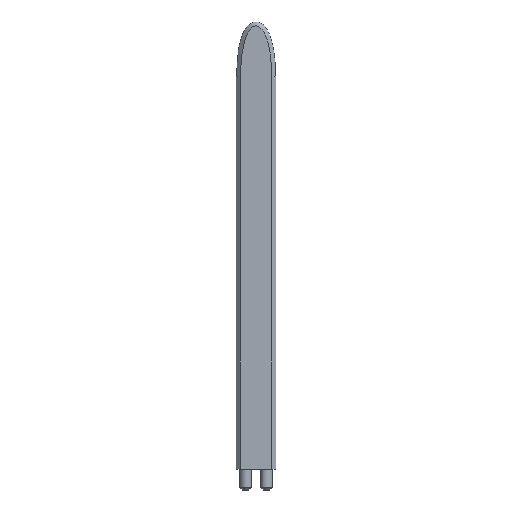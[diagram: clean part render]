
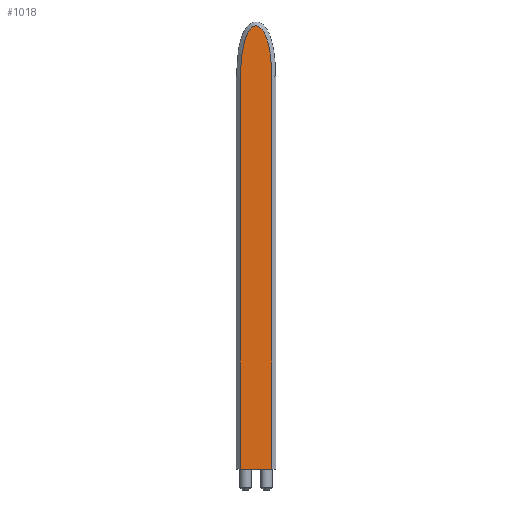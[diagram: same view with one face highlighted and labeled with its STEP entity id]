
A CAD part, front view. The second image highlights one B-rep face of the part: STEP entity #1018.
In plain terms, the highlighted planar face has unit normal (0, -1, 0).
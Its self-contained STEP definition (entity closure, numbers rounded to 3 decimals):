
#62=B_SPLINE_CURVE_WITH_KNOTS('',3,(#1488,#1489,#1490,#1491,#1492,#1493,
#1494,#1495,#1496,#1497,#1498,#1499,#1500,#1501,#1502,#1503,#1504,#1505),
 .UNSPECIFIED.,.F.,.F.,(4,1,1,1,1,1,1,1,1,1,1,1,1,1,1,4),(0.,
0.143,0.286,0.321,0.357,
0.393,0.411,0.429,0.5,0.536,
0.571,0.714,0.75,0.786,0.857,
1.),.UNSPECIFIED.);
#134=FACE_OUTER_BOUND('',#196,.T.);
#196=EDGE_LOOP('',(#913,#914,#915,#916));
#202=LINE('',#1364,#302);
#203=LINE('',#1508,#303);
#296=LINE('',#2010,#396);
#302=VECTOR('',#1114,10.);
#303=VECTOR('',#1117,10.);
#396=VECTOR('',#1348,10.);
#397=VERTEX_POINT('',#1353);
#402=VERTEX_POINT('',#1362);
#403=VERTEX_POINT('',#1437);
#409=VERTEX_POINT('',#1507);
#490=EDGE_CURVE('',#402,#397,#202,.T.);
#497=EDGE_CURVE('',#397,#403,#62,.T.);
#498=EDGE_CURVE('',#403,#409,#203,.T.);
#628=EDGE_CURVE('',#402,#409,#296,.T.);
#913=ORIENTED_EDGE('',*,*,#490,.F.);
#914=ORIENTED_EDGE('',*,*,#628,.T.);
#915=ORIENTED_EDGE('',*,*,#498,.F.);
#916=ORIENTED_EDGE('',*,*,#497,.F.);
#960=PLANE('',#1104);
#1018=ADVANCED_FACE('',(#134),#960,.T.);
#1104=AXIS2_PLACEMENT_3D('',#2011,#1349,#1350);
#1114=DIRECTION('',(0.,0.,1.));
#1117=DIRECTION('',(0.,0.,-1.));
#1348=DIRECTION('',(1.,0.,0.));
#1349=DIRECTION('center_axis',(0.,-1.,0.));
#1350=DIRECTION('ref_axis',(1.,0.,0.));
#1353=CARTESIAN_POINT('',(91.5,-112.,99.992));
#1362=CARTESIAN_POINT('',(91.5,-112.,-50.));
#1364=CARTESIAN_POINT('',(91.5,-112.,-7.239));
#1437=CARTESIAN_POINT('',(103.5,-112.,99.992));
#1488=CARTESIAN_POINT('Ctrl Pts',(91.5,-112.,99.992));
#1489=CARTESIAN_POINT('Ctrl Pts',(91.54,-112.,103.742));
#1490=CARTESIAN_POINT('Ctrl Pts',(92.018,-112.,110.265));
#1491=CARTESIAN_POINT('Ctrl Pts',(93.447,-112.,115.212));
#1492=CARTESIAN_POINT('Ctrl Pts',(94.636,-112.,117.358));
#1493=CARTESIAN_POINT('Ctrl Pts',(95.251,-112.,118.196));
#1494=CARTESIAN_POINT('Ctrl Pts',(95.763,-112.,118.701));
#1495=CARTESIAN_POINT('Ctrl Pts',(96.158,-112.,118.997));
#1496=CARTESIAN_POINT('Ctrl Pts',(96.735,-112.,119.341));
#1497=CARTESIAN_POINT('Ctrl Pts',(97.331,-112.,119.486));
#1498=CARTESIAN_POINT('Ctrl Pts',(98.005,-112.,119.4));
#1499=CARTESIAN_POINT('Ctrl Pts',(99.088,-112.,118.995));
#1500=CARTESIAN_POINT('Ctrl Pts',(100.406,-112.,117.605));
#1501=CARTESIAN_POINT('Ctrl Pts',(101.506,-112.,114.983));
#1502=CARTESIAN_POINT('Ctrl Pts',(102.167,-112.,112.951));
#1503=CARTESIAN_POINT('Ctrl Pts',(103.098,-112.,108.634));
#1504=CARTESIAN_POINT('Ctrl Pts',(103.46,-112.,103.742));
#1505=CARTESIAN_POINT('Ctrl Pts',(103.5,-112.,99.992));
#1507=CARTESIAN_POINT('',(103.5,-112.,-50.));
#1508=CARTESIAN_POINT('',(103.5,-112.,67.761));
#2010=CARTESIAN_POINT('',(90.,-112.,-50.));
#2011=CARTESIAN_POINT('Origin',(97.5,-112.,35.522));
